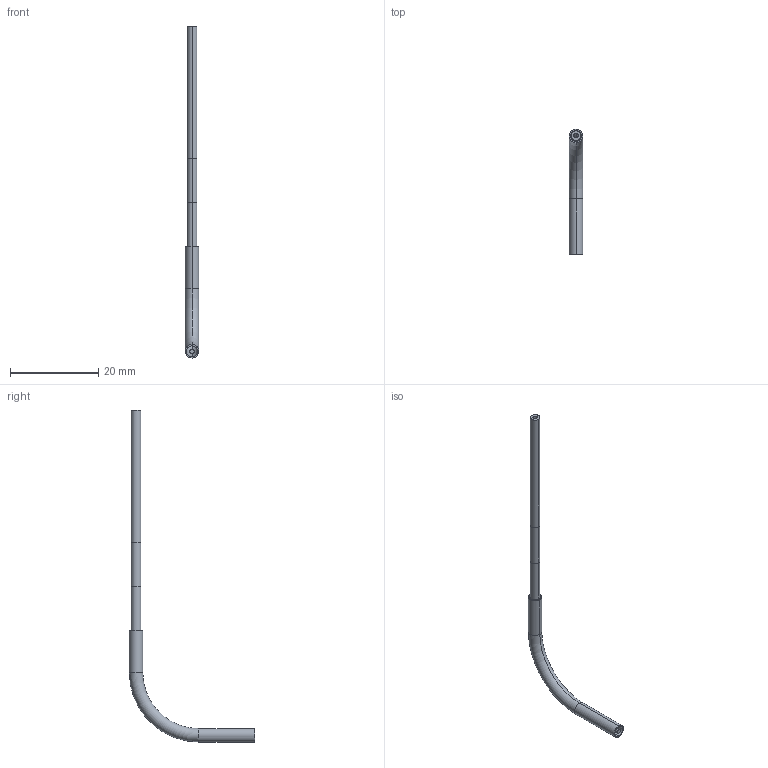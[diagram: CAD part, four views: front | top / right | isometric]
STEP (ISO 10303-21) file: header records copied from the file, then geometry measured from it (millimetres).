
FILE_DESCRIPTION((''),'2;1');
FILE_NAME('211965_ASM','2019-05-17T09:28:22',('pdmadmin'),('BANNER ENGINEERING'),'CREO PARAMETRIC BY PTC INC, 2018300','CREO PARAMETRIC BY PTC INC, 2018300','');
FILE_SCHEMA(('CONFIG_CONTROL_DESIGN'));
Length unit declared in the file: inch
Products named in the file (5): 58156_AF0; 10140_AF0; FIBER_CORE_1MM_AF0; 61170_ASM; 211965_ASM
Assembly tree (4 placements, depth 3):
  211965_ASM
    61170_ASM
      58156_AF0
      10140_AF0
      FIBER_CORE_1MM_AF0
Bounding box: 3.05 x 28.45 x 75.4 mm (x, y, z)
Volume: 258.3 mm3; surface area: 1490.4 mm2
Topology: 3 solids, 4 shells, 34 faces, 68 edges, 40 vertices
Faces by surface type: cylinder 20, plane 6, torus 4, bspline 4
Entity records: 1211 total; most frequent: CARTESIAN_POINT 340, DIRECTION 196, ORIENTED_EDGE 132, AXIS2_PLACEMENT_3D 88, EDGE_CURVE 68, CIRCLE 44, VERTEX_POINT 40, EDGE_LOOP 38
